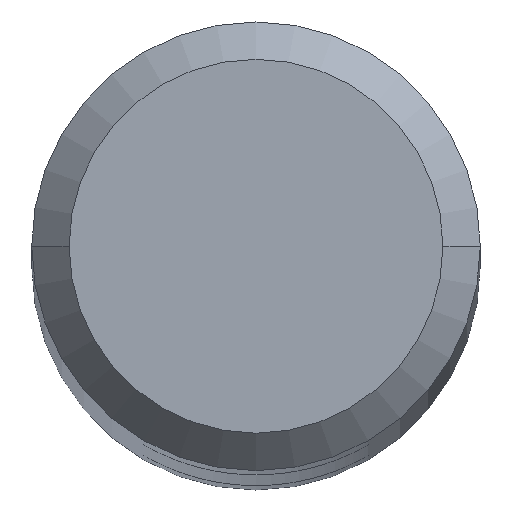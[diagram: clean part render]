
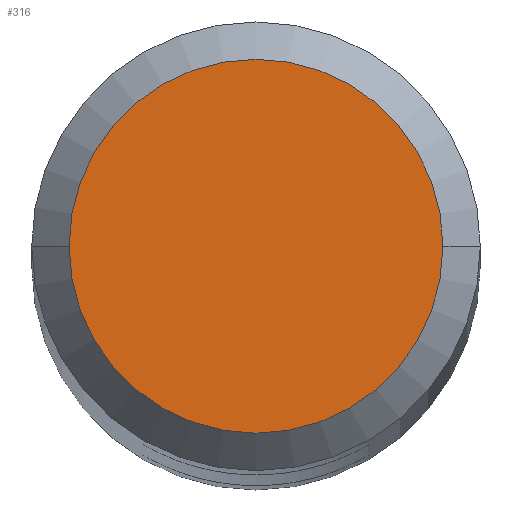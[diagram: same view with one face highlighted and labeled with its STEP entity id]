
A CAD part, top view. The second image highlights one B-rep face of the part: STEP entity #316.
In plain terms, the highlighted planar face has unit normal (0, 0, 1).
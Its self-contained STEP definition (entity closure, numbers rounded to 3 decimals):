
#15 = CARTESIAN_POINT ( 'NONE',  ( 0., 0., 149.35 ) ) ;
#19 = DIRECTION ( 'NONE',  ( 0., 0., 1. ) ) ;
#29 = ORIENTED_EDGE ( 'NONE', *, *, #205, .T. ) ;
#56 = CARTESIAN_POINT ( 'NONE',  ( 0., 0., 149.35 ) ) ;
#80 = VERTEX_POINT ( 'NONE', #525 ) ;
#196 = EDGE_LOOP ( 'NONE', ( #455, #29 ) ) ;
#202 = CIRCLE ( 'NONE', #457, 2.5 ) ;
#205 = EDGE_CURVE ( 'NONE', #479, #80, #502, .T. ) ;
#233 = CARTESIAN_POINT ( 'NONE',  ( 0., 0., 149.35 ) ) ;
#273 = DIRECTION ( 'NONE',  ( 1., 0., 0. ) ) ;
#316 = ADVANCED_FACE ( 'NONE', ( #495 ), #377, .T. ) ;
#330 = AXIS2_PLACEMENT_3D ( 'NONE', #233, #19, #273 ) ;
#332 = EDGE_CURVE ( 'NONE', #80, #479, #202, .T. ) ;
#354 = AXIS2_PLACEMENT_3D ( 'NONE', #56, #462, #504 ) ;
#377 = PLANE ( 'NONE',  #330 ) ;
#423 = DIRECTION ( 'NONE',  ( 1., 0., 0. ) ) ;
#455 = ORIENTED_EDGE ( 'NONE', *, *, #332, .T. ) ;
#457 = AXIS2_PLACEMENT_3D ( 'NONE', #15, #569, #423 ) ;
#462 = DIRECTION ( 'NONE',  ( 0., 0., 1. ) ) ;
#479 = VERTEX_POINT ( 'NONE', #536 ) ;
#495 = FACE_OUTER_BOUND ( 'NONE', #196, .T. ) ;
#502 = CIRCLE ( 'NONE', #354, 2.5 ) ;
#504 = DIRECTION ( 'NONE',  ( 1., 0., 0. ) ) ;
#525 = CARTESIAN_POINT ( 'NONE',  ( -2.5, 0., 149.35 ) ) ;
#536 = CARTESIAN_POINT ( 'NONE',  ( 2.5, 0., 149.35 ) ) ;
#569 = DIRECTION ( 'NONE',  ( 0., 0., 1. ) ) ;
